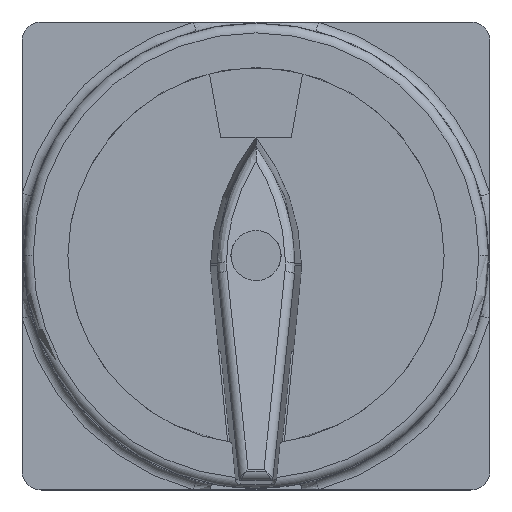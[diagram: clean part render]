
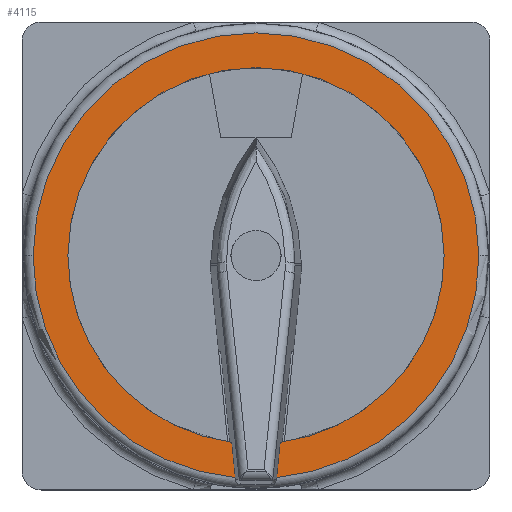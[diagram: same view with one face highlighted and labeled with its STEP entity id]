
A CAD part, top view. The second image highlights one B-rep face of the part: STEP entity #4115.
In plain terms, the highlighted planar face has unit normal (0, 0, 1).
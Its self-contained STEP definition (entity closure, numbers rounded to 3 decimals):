
#16 = FACE_OUTER_BOUND ( 'NONE', #6428, .T. ) ;
#88 = VERTEX_POINT ( 'NONE', #1115 ) ;
#168 = CIRCLE ( 'NONE', #2967, 23.1 ) ;
#235 = VECTOR ( 'NONE', #3784, 1000. ) ;
#298 = AXIS2_PLACEMENT_3D ( 'NONE', #772, #5049, #1383 ) ;
#402 = DIRECTION ( 'NONE',  ( 0., 0., 1. ) ) ;
#451 = ORIENTED_EDGE ( 'NONE', *, *, #2211, .T. ) ;
#544 = VERTEX_POINT ( 'NONE', #6737 ) ;
#678 = ORIENTED_EDGE ( 'NONE', *, *, #933, .T. ) ;
#772 = CARTESIAN_POINT ( 'NONE',  ( 24.25, 24.25, 21.1 ) ) ;
#933 = EDGE_CURVE ( 'NONE', #4827, #3801, #168, .T. ) ;
#1023 = LINE ( 'NONE', #7273, #4686 ) ;
#1102 = ORIENTED_EDGE ( 'NONE', *, *, #1454, .F. ) ;
#1115 = CARTESIAN_POINT ( 'NONE',  ( 47.35, 24.25, 21.1 ) ) ;
#1162 = CARTESIAN_POINT ( 'NONE',  ( 24.25, 24.25, 21.1 ) ) ;
#1202 = AXIS2_PLACEMENT_3D ( 'NONE', #5445, #1810, #6002 ) ;
#1383 = DIRECTION ( 'NONE',  ( 1., 0., 0. ) ) ;
#1442 = ORIENTED_EDGE ( 'NONE', *, *, #2412, .F. ) ;
#1454 = EDGE_CURVE ( 'NONE', #3277, #2021, #6850, .T. ) ;
#1536 = DIRECTION ( 'NONE',  ( 0., 0., 1. ) ) ;
#1778 = DIRECTION ( 'NONE',  ( 1., 0., 0. ) ) ;
#1810 = DIRECTION ( 'NONE',  ( 0., 0., 1. ) ) ;
#1851 = LINE ( 'NONE', #4957, #235 ) ;
#1974 = AXIS2_PLACEMENT_3D ( 'NONE', #2693, #6761, #3309 ) ;
#2021 = VERTEX_POINT ( 'NONE', #2254 ) ;
#2199 = EDGE_CURVE ( 'NONE', #3277, #2425, #1023, .T. ) ;
#2211 = EDGE_CURVE ( 'NONE', #88, #4827, #2653, .T. ) ;
#2253 = ORIENTED_EDGE ( 'NONE', *, *, #5341, .F. ) ;
#2254 = CARTESIAN_POINT ( 'NONE',  ( 43.75, 24.25, 21.1 ) ) ;
#2260 = CARTESIAN_POINT ( 'NONE',  ( 24.25, 24.25, 21.1 ) ) ;
#2348 = CARTESIAN_POINT ( 'NONE',  ( 22.114, 1.249, 21.1 ) ) ;
#2412 = EDGE_CURVE ( 'NONE', #544, #3410, #7504, .T. ) ;
#2425 = VERTEX_POINT ( 'NONE', #4851 ) ;
#2632 = CIRCLE ( 'NONE', #3595, 23.1 ) ;
#2653 = CIRCLE ( 'NONE', #1974, 23.1 ) ;
#2693 = CARTESIAN_POINT ( 'NONE',  ( 24.25, 24.25, 21.1 ) ) ;
#2967 = AXIS2_PLACEMENT_3D ( 'NONE', #2260, #402, #4705 ) ;
#3047 = EDGE_CURVE ( 'NONE', #3801, #3410, #1851, .T. ) ;
#3140 = DIRECTION ( 'NONE',  ( 0., 0., 1. ) ) ;
#3277 = VERTEX_POINT ( 'NONE', #6702 ) ;
#3309 = DIRECTION ( 'NONE',  ( 1., 0., 0. ) ) ;
#3410 = VERTEX_POINT ( 'NONE', #5708 ) ;
#3595 = AXIS2_PLACEMENT_3D ( 'NONE', #5180, #1536, #5754 ) ;
#3784 = DIRECTION ( 'NONE',  ( -0.098, 0.995, 0. ) ) ;
#3801 = VERTEX_POINT ( 'NONE', #2348 ) ;
#3910 = DIRECTION ( 'NONE',  ( -0.098, -0.995, 0. ) ) ;
#4115 = ADVANCED_FACE ( 'NONE', ( #16 ), #4949, .T. ) ;
#4372 = CIRCLE ( 'NONE', #298, 19.5 ) ;
#4638 = ORIENTED_EDGE ( 'NONE', *, *, #5586, .T. ) ;
#4686 = VECTOR ( 'NONE', #3910, 1000. ) ;
#4705 = DIRECTION ( 'NONE',  ( 1., 0., 0. ) ) ;
#4827 = VERTEX_POINT ( 'NONE', #6576 ) ;
#4851 = CARTESIAN_POINT ( 'NONE',  ( 26.386, 1.249, 21.1 ) ) ;
#4949 = PLANE ( 'NONE',  #5771 ) ;
#4957 = CARTESIAN_POINT ( 'NONE',  ( 19.881, 23.818, 21.1 ) ) ;
#5049 = DIRECTION ( 'NONE',  ( 0., 0., 1. ) ) ;
#5180 = CARTESIAN_POINT ( 'NONE',  ( 24.25, 24.25, 21.1 ) ) ;
#5341 = EDGE_CURVE ( 'NONE', #2021, #544, #4372, .T. ) ;
#5418 = DIRECTION ( 'NONE',  ( 0., 0., 1. ) ) ;
#5445 = CARTESIAN_POINT ( 'NONE',  ( 24.25, 24.25, 21.1 ) ) ;
#5586 = EDGE_CURVE ( 'NONE', #2425, #88, #2632, .T. ) ;
#5708 = CARTESIAN_POINT ( 'NONE',  ( 21.752, 4.911, 21.1 ) ) ;
#5754 = DIRECTION ( 'NONE',  ( 1., 0., 0. ) ) ;
#5771 = AXIS2_PLACEMENT_3D ( 'NONE', #6063, #3140, #7131 ) ;
#6002 = DIRECTION ( 'NONE',  ( 1., 0., 0. ) ) ;
#6063 = CARTESIAN_POINT ( 'NONE',  ( 24.25, 24.25, 21.1 ) ) ;
#6170 = ORIENTED_EDGE ( 'NONE', *, *, #2199, .T. ) ;
#6428 = EDGE_LOOP ( 'NONE', ( #6170, #4638, #451, #678, #6438, #1442, #2253, #1102 ) ) ;
#6438 = ORIENTED_EDGE ( 'NONE', *, *, #3047, .T. ) ;
#6576 = CARTESIAN_POINT ( 'NONE',  ( 1.15, 24.25, 21.1 ) ) ;
#6702 = CARTESIAN_POINT ( 'NONE',  ( 26.748, 4.911, 21.1 ) ) ;
#6704 = AXIS2_PLACEMENT_3D ( 'NONE', #1162, #5418, #1778 ) ;
#6737 = CARTESIAN_POINT ( 'NONE',  ( 4.75, 24.25, 21.1 ) ) ;
#6761 = DIRECTION ( 'NONE',  ( 0., 0., 1. ) ) ;
#6850 = CIRCLE ( 'NONE', #1202, 19.5 ) ;
#7131 = DIRECTION ( 'NONE',  ( 1., 0., 0. ) ) ;
#7273 = CARTESIAN_POINT ( 'NONE',  ( 28.619, 23.818, 21.1 ) ) ;
#7504 = CIRCLE ( 'NONE', #6704, 19.5 ) ;
